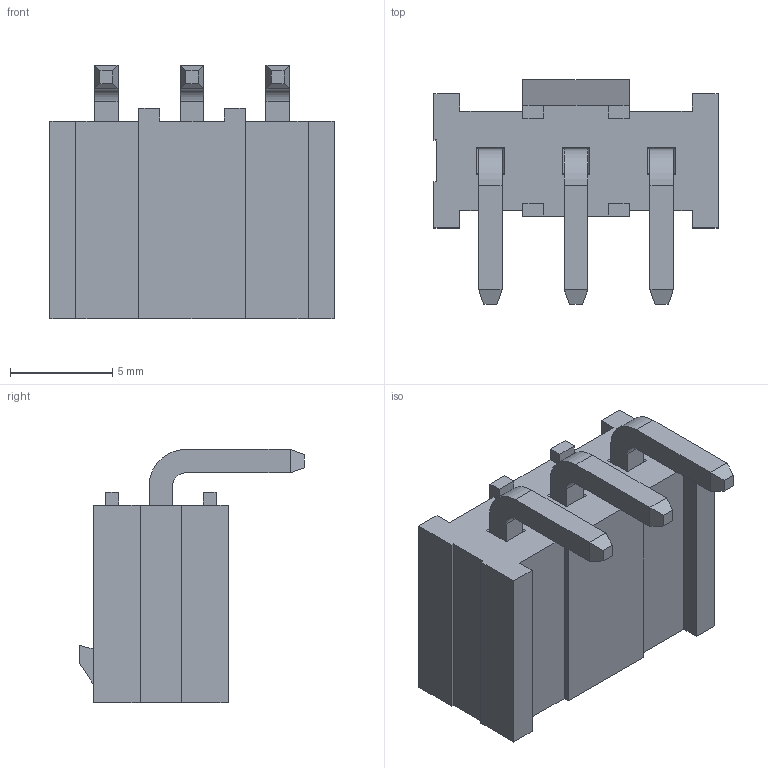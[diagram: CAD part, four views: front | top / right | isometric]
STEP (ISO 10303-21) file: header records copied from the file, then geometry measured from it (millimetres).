
FILE_DESCRIPTION (( 'STEP AP214' ), '1' );
FILE_NAME ('IPBT-103-H1-T-S-RA-K.STEP', '2020-10-18T19:10:58', ( '' ), ( '' ), 'SwSTEP 2.0', 'SolidWorks 2017', '' );
FILE_SCHEMA (( 'AUTOMOTIVE_DESIGN' ));
Length unit declared in the file: inch
Products named in the file (1): IPBT-103-H1-T-S-RA-K
Bounding box: 13.91 x 11 x 12.38 mm (x, y, z)
Volume: 474.5 mm3; surface area: 1183.5 mm2
Topology: 4 solids, 4 shells, 176 faces, 431 edges, 264 vertices
Faces by surface type: plane 170, cylinder 6
Entity records: 5072 total; most frequent: CARTESIAN_POINT 872, ORIENTED_EDGE 862, DIRECTION 797, EDGE_CURVE 431, VECTOR 419, LINE 419, VERTEX_POINT 264, AXIS2_PLACEMENT_3D 189
